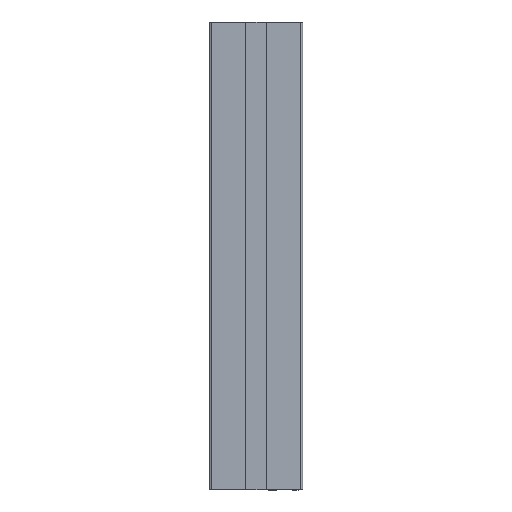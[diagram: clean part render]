
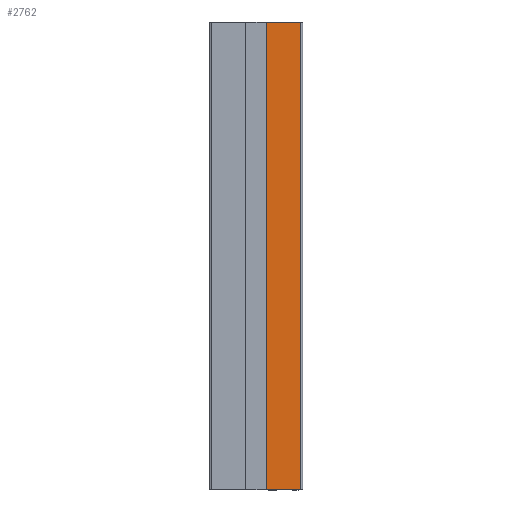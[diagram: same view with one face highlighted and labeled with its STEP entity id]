
A CAD part, front view. The second image highlights one B-rep face of the part: STEP entity #2762.
In plain terms, the highlighted planar face has unit normal (0, -1, 0).
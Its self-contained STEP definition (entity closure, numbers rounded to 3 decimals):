
#315 = VERTEX_POINT ( 'NONE', #6834 ) ;
#650 = DIRECTION ( 'NONE',  ( 1., 0., 0. ) ) ;
#805 = CARTESIAN_POINT ( 'NONE',  ( 7726.036, 4054.08, 100. ) ) ;
#840 = LINE ( 'NONE', #3182, #5543 ) ;
#1365 = DIRECTION ( 'NONE',  ( 0., 0., 1. ) ) ;
#1397 = CARTESIAN_POINT ( 'NONE',  ( 7733.386, 4054.08, 100. ) ) ;
#1499 = ORIENTED_EDGE ( 'NONE', *, *, #6623, .F. ) ;
#2095 = VECTOR ( 'NONE', #7815, 1000. ) ;
#2287 = LINE ( 'NONE', #7103, #2095 ) ;
#2577 = AXIS2_PLACEMENT_3D ( 'NONE', #4782, #5663, #3685 ) ;
#2605 = CARTESIAN_POINT ( 'NONE',  ( 7726.036, 4054.08, 100. ) ) ;
#2640 = ORIENTED_EDGE ( 'NONE', *, *, #6249, .F. ) ;
#2762 = ADVANCED_FACE ( 'NONE', ( #7441 ), #4248, .F. ) ;
#3048 = LINE ( 'NONE', #805, #6271 ) ;
#3085 = VERTEX_POINT ( 'NONE', #7218 ) ;
#3182 = CARTESIAN_POINT ( 'NONE',  ( 7728.337, 4054.08, 100. ) ) ;
#3685 = DIRECTION ( 'NONE',  ( 0., 0., 1. ) ) ;
#4067 = DIRECTION ( 'NONE',  ( 0., 0., -1. ) ) ;
#4248 = PLANE ( 'NONE',  #2577 ) ;
#4782 = CARTESIAN_POINT ( 'NONE',  ( 7726.036, 4054.08, 100. ) ) ;
#5543 = VECTOR ( 'NONE', #650, 1000. ) ;
#5651 = VERTEX_POINT ( 'NONE', #2605 ) ;
#5663 = DIRECTION ( 'NONE',  ( 0., 1., 0. ) ) ;
#5994 = EDGE_LOOP ( 'NONE', ( #2640, #1499, #7264, #7487 ) ) ;
#6049 = LINE ( 'NONE', #1397, #7680 ) ;
#6196 = CARTESIAN_POINT ( 'NONE',  ( 7733.386, 4054.08, 100. ) ) ;
#6217 = EDGE_CURVE ( 'NONE', #315, #5651, #3048, .T. ) ;
#6249 = EDGE_CURVE ( 'NONE', #6798, #3085, #6049, .T. ) ;
#6271 = VECTOR ( 'NONE', #1365, 1000. ) ;
#6623 = EDGE_CURVE ( 'NONE', #5651, #6798, #840, .T. ) ;
#6624 = EDGE_CURVE ( 'NONE', #315, #3085, #2287, .T. ) ;
#6798 = VERTEX_POINT ( 'NONE', #6196 ) ;
#6834 = CARTESIAN_POINT ( 'NONE',  ( 7726.036, 4054.08, 0. ) ) ;
#7103 = CARTESIAN_POINT ( 'NONE',  ( 7728.337, 4054.08, 0. ) ) ;
#7218 = CARTESIAN_POINT ( 'NONE',  ( 7733.386, 4054.08, 0. ) ) ;
#7264 = ORIENTED_EDGE ( 'NONE', *, *, #6217, .F. ) ;
#7441 = FACE_OUTER_BOUND ( 'NONE', #5994, .T. ) ;
#7487 = ORIENTED_EDGE ( 'NONE', *, *, #6624, .T. ) ;
#7680 = VECTOR ( 'NONE', #4067, 1000. ) ;
#7815 = DIRECTION ( 'NONE',  ( 1., 0., 0. ) ) ;
